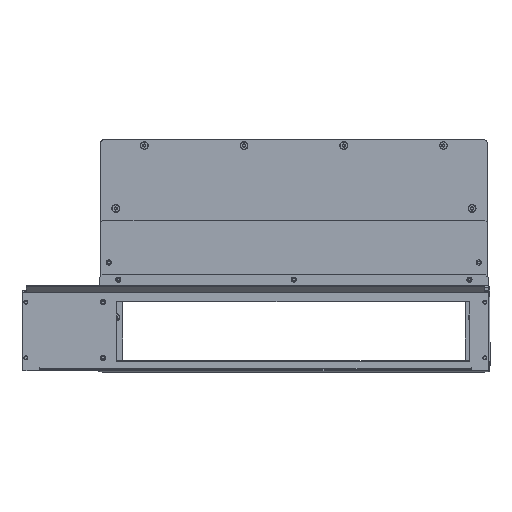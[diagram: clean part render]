
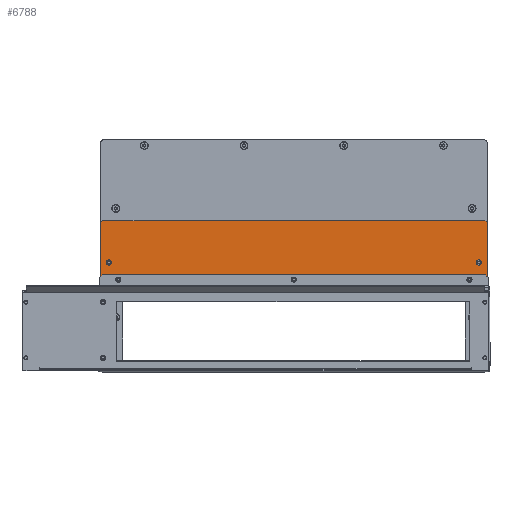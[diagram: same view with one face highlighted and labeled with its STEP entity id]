
A CAD part, top view. The second image highlights one B-rep face of the part: STEP entity #6788.
In plain terms, the highlighted planar face has unit normal (0, 0, 1).
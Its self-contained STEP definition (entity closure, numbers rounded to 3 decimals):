
#339 = DIRECTION ( 'NONE',  ( 0., -1., 0. ) ) ;
#623 = EDGE_LOOP ( 'NONE', ( #14936, #11515 ) ) ;
#770 = EDGE_CURVE ( 'NONE', #8668, #5706, #1337, .T. ) ;
#832 = VERTEX_POINT ( 'NONE', #7585 ) ;
#891 = CARTESIAN_POINT ( 'NONE',  ( -431., 9.5, 0. ) ) ;
#1161 = VERTEX_POINT ( 'NONE', #14055 ) ;
#1210 = CARTESIAN_POINT ( 'NONE',  ( 0., 0., 0. ) ) ;
#1235 = DIRECTION ( 'NONE',  ( 1., 0., 0. ) ) ;
#1337 = CIRCLE ( 'NONE', #13087, 3. ) ;
#1574 = VECTOR ( 'NONE', #14496, 1000. ) ;
#1683 = EDGE_CURVE ( 'NONE', #1161, #15527, #18094, .T. ) ;
#1757 = EDGE_LOOP ( 'NONE', ( #13880, #5751 ) ) ;
#1772 = CARTESIAN_POINT ( 'NONE',  ( 0., 0., 0. ) ) ;
#1968 = EDGE_LOOP ( 'NONE', ( #16823, #5976 ) ) ;
#2282 = DIRECTION ( 'NONE',  ( 0., 0., 1. ) ) ;
#2295 = ORIENTED_EDGE ( 'NONE', *, *, #6757, .T. ) ;
#2360 = ORIENTED_EDGE ( 'NONE', *, *, #5120, .T. ) ;
#2401 = DIRECTION ( 'NONE',  ( 1., 0., 0. ) ) ;
#2496 = DIRECTION ( 'NONE',  ( 0., 0., 1. ) ) ;
#2707 = VERTEX_POINT ( 'NONE', #9501 ) ;
#2744 = DIRECTION ( 'NONE',  ( 0., 0., 1. ) ) ;
#2961 = CARTESIAN_POINT ( 'NONE',  ( -18.41, 9.5, 0. ) ) ;
#3658 = CARTESIAN_POINT ( 'NONE',  ( -23.59, 9.5, 0. ) ) ;
#3880 = ORIENTED_EDGE ( 'NONE', *, *, #5130, .T. ) ;
#4068 = VECTOR ( 'NONE', #16586, 1000. ) ;
#4855 = CARTESIAN_POINT ( 'NONE',  ( -439., 29.5, 0. ) ) ;
#4859 = CIRCLE ( 'NONE', #11665, 2.59 ) ;
#5120 = EDGE_CURVE ( 'NONE', #12706, #5551, #14458, .T. ) ;
#5130 = EDGE_CURVE ( 'NONE', #5551, #8595, #12996, .T. ) ;
#5210 = CARTESIAN_POINT ( 'NONE',  ( 0., 0., 0. ) ) ;
#5487 = EDGE_CURVE ( 'NONE', #6856, #7103, #4859, .T. ) ;
#5493 = CARTESIAN_POINT ( 'NONE',  ( -431., 9.5, 0. ) ) ;
#5551 = VERTEX_POINT ( 'NONE', #10170 ) ;
#5706 = VERTEX_POINT ( 'NONE', #4855 ) ;
#5751 = ORIENTED_EDGE ( 'NONE', *, *, #15883, .F. ) ;
#5872 = AXIS2_PLACEMENT_3D ( 'NONE', #14098, #2282, #18756 ) ;
#5976 = ORIENTED_EDGE ( 'NONE', *, *, #18443, .F. ) ;
#6130 = DIRECTION ( 'NONE',  ( 1., 0., 0. ) ) ;
#6350 = CARTESIAN_POINT ( 'NONE',  ( -21., 9.5, 0. ) ) ;
#6468 = ORIENTED_EDGE ( 'NONE', *, *, #8090, .F. ) ;
#6505 = ORIENTED_EDGE ( 'NONE', *, *, #10670, .T. ) ;
#6757 = EDGE_CURVE ( 'NONE', #8595, #1161, #10477, .T. ) ;
#6788 = ADVANCED_FACE ( 'NONE', ( #12146, #18047, #9026, #9208, #10669, #16599 ), #18240, .T. ) ;
#6803 = ORIENTED_EDGE ( 'NONE', *, *, #17037, .F. ) ;
#6833 = EDGE_LOOP ( 'NONE', ( #6468, #6803 ) ) ;
#6856 = VERTEX_POINT ( 'NONE', #10759 ) ;
#6940 = DIRECTION ( 'NONE',  ( 0., 0., 1. ) ) ;
#7043 = EDGE_LOOP ( 'NONE', ( #2360, #3880, #2295, #16855, #8077, #6505 ) ) ;
#7103 = VERTEX_POINT ( 'NONE', #17917 ) ;
#7271 = DIRECTION ( 'NONE',  ( -0.707, -0.707, 0. ) ) ;
#7307 = DIRECTION ( 'NONE',  ( 0., 0., 1. ) ) ;
#7585 = CARTESIAN_POINT ( 'NONE',  ( -13., 29.5, 0. ) ) ;
#7671 = EDGE_CURVE ( 'NONE', #832, #2707, #11937, .T. ) ;
#7906 = CARTESIAN_POINT ( 'NONE',  ( -226., 9.5, 0. ) ) ;
#7995 = EDGE_CURVE ( 'NONE', #7103, #6856, #10397, .T. ) ;
#8016 = DIRECTION ( 'NONE',  ( 1., 0., 0. ) ) ;
#8025 = CARTESIAN_POINT ( 'NONE',  ( -10., 29.5, 0. ) ) ;
#8077 = ORIENTED_EDGE ( 'NONE', *, *, #11198, .T. ) ;
#8090 = EDGE_CURVE ( 'NONE', #15177, #13225, #9159, .T. ) ;
#8171 = VERTEX_POINT ( 'NONE', #11501 ) ;
#8403 = VERTEX_POINT ( 'NONE', #12998 ) ;
#8568 = DIRECTION ( 'NONE',  ( 0., 0., 1. ) ) ;
#8595 = VERTEX_POINT ( 'NONE', #17094 ) ;
#8630 = DIRECTION ( 'NONE',  ( 1., 0., 0. ) ) ;
#8668 = VERTEX_POINT ( 'NONE', #15939 ) ;
#8721 = CARTESIAN_POINT ( 'NONE',  ( 0., 78.5, 0. ) ) ;
#8928 = DIRECTION ( 'NONE',  ( 1., 0., 0. ) ) ;
#8950 = CIRCLE ( 'NONE', #11441, 2.59 ) ;
#9026 = FACE_BOUND ( 'NONE', #16753, .T. ) ;
#9119 = DIRECTION ( 'NONE',  ( 0., 0., 1. ) ) ;
#9159 = CIRCLE ( 'NONE', #10709, 2.59 ) ;
#9177 = AXIS2_PLACEMENT_3D ( 'NONE', #6350, #10913, #16934 ) ;
#9208 = FACE_BOUND ( 'NONE', #6833, .T. ) ;
#9373 = ORIENTED_EDGE ( 'NONE', *, *, #7995, .F. ) ;
#9501 = CARTESIAN_POINT ( 'NONE',  ( -7., 29.5, 0. ) ) ;
#10170 = CARTESIAN_POINT ( 'NONE',  ( -449., 78.5, 0. ) ) ;
#10226 = CIRCLE ( 'NONE', #11794, 3. ) ;
#10379 = CIRCLE ( 'NONE', #17830, 2.59 ) ;
#10397 = CIRCLE ( 'NONE', #11334, 2.59 ) ;
#10461 = CARTESIAN_POINT ( 'NONE',  ( -228.59, 9.5, 0. ) ) ;
#10477 = LINE ( 'NONE', #13596, #17022 ) ;
#10524 = EDGE_CURVE ( 'NONE', #17624, #8403, #8950, .T. ) ;
#10669 = FACE_BOUND ( 'NONE', #1757, .T. ) ;
#10670 = EDGE_CURVE ( 'NONE', #8171, #12706, #11483, .T. ) ;
#10709 = AXIS2_PLACEMENT_3D ( 'NONE', #17025, #2496, #2401 ) ;
#10759 = CARTESIAN_POINT ( 'NONE',  ( -433.59, 9.5, 0. ) ) ;
#10818 = DIRECTION ( 'NONE',  ( 0., 0., 1. ) ) ;
#10913 = DIRECTION ( 'NONE',  ( 0., 0., 1. ) ) ;
#11114 = DIRECTION ( 'NONE',  ( 1., 0., 0. ) ) ;
#11198 = EDGE_CURVE ( 'NONE', #15527, #8171, #17754, .T. ) ;
#11282 = EDGE_CURVE ( 'NONE', #2707, #832, #10226, .T. ) ;
#11334 = AXIS2_PLACEMENT_3D ( 'NONE', #5493, #6940, #17116 ) ;
#11441 = AXIS2_PLACEMENT_3D ( 'NONE', #7906, #10818, #17750 ) ;
#11483 = LINE ( 'NONE', #16040, #1574 ) ;
#11501 = CARTESIAN_POINT ( 'NONE',  ( 0., 75.5, 0. ) ) ;
#11515 = ORIENTED_EDGE ( 'NONE', *, *, #11282, .F. ) ;
#11665 = AXIS2_PLACEMENT_3D ( 'NONE', #891, #15421, #8016 ) ;
#11794 = AXIS2_PLACEMENT_3D ( 'NONE', #8025, #12608, #15616 ) ;
#11937 = CIRCLE ( 'NONE', #13785, 3. ) ;
#12146 = FACE_BOUND ( 'NONE', #623, .T. ) ;
#12271 = VECTOR ( 'NONE', #17649, 1000. ) ;
#12608 = DIRECTION ( 'NONE',  ( 0., 0., 1. ) ) ;
#12706 = VERTEX_POINT ( 'NONE', #15975 ) ;
#12996 = LINE ( 'NONE', #14648, #14482 ) ;
#12998 = CARTESIAN_POINT ( 'NONE',  ( -223.41, 9.5, 0. ) ) ;
#13087 = AXIS2_PLACEMENT_3D ( 'NONE', #13233, #7307, #6130 ) ;
#13225 = VERTEX_POINT ( 'NONE', #2961 ) ;
#13233 = CARTESIAN_POINT ( 'NONE',  ( -442., 29.5, 0. ) ) ;
#13293 = CIRCLE ( 'NONE', #5872, 3. ) ;
#13596 = CARTESIAN_POINT ( 'NONE',  ( -452., 0., 0. ) ) ;
#13785 = AXIS2_PLACEMENT_3D ( 'NONE', #16330, #8568, #1235 ) ;
#13880 = ORIENTED_EDGE ( 'NONE', *, *, #10524, .F. ) ;
#14000 = VECTOR ( 'NONE', #11114, 1000. ) ;
#14055 = CARTESIAN_POINT ( 'NONE',  ( -452., 0., 0. ) ) ;
#14098 = CARTESIAN_POINT ( 'NONE',  ( -442., 29.5, 0. ) ) ;
#14458 = LINE ( 'NONE', #8721, #12271 ) ;
#14480 = ORIENTED_EDGE ( 'NONE', *, *, #5487, .F. ) ;
#14482 = VECTOR ( 'NONE', #7271, 1000. ) ;
#14496 = DIRECTION ( 'NONE',  ( -0.707, 0.707, 0. ) ) ;
#14648 = CARTESIAN_POINT ( 'NONE',  ( -263.75, 263.75, 0. ) ) ;
#14936 = ORIENTED_EDGE ( 'NONE', *, *, #7671, .F. ) ;
#15177 = VERTEX_POINT ( 'NONE', #3658 ) ;
#15421 = DIRECTION ( 'NONE',  ( 0., 0., 1. ) ) ;
#15527 = VERTEX_POINT ( 'NONE', #1210 ) ;
#15616 = DIRECTION ( 'NONE',  ( 1., 0., 0. ) ) ;
#15883 = EDGE_CURVE ( 'NONE', #8403, #17624, #10379, .T. ) ;
#15939 = CARTESIAN_POINT ( 'NONE',  ( -445., 29.5, 0. ) ) ;
#15975 = CARTESIAN_POINT ( 'NONE',  ( -3., 78.5, 0. ) ) ;
#16015 = CARTESIAN_POINT ( 'NONE',  ( -226., 9.5, 0. ) ) ;
#16040 = CARTESIAN_POINT ( 'NONE',  ( 37.75, 37.75, 0. ) ) ;
#16330 = CARTESIAN_POINT ( 'NONE',  ( -10., 29.5, 0. ) ) ;
#16413 = CARTESIAN_POINT ( 'NONE',  ( 0., 0., 0. ) ) ;
#16586 = DIRECTION ( 'NONE',  ( 0., 1., 0. ) ) ;
#16599 = FACE_OUTER_BOUND ( 'NONE', #7043, .T. ) ;
#16753 = EDGE_LOOP ( 'NONE', ( #14480, #9373 ) ) ;
#16823 = ORIENTED_EDGE ( 'NONE', *, *, #770, .F. ) ;
#16855 = ORIENTED_EDGE ( 'NONE', *, *, #1683, .T. ) ;
#16934 = DIRECTION ( 'NONE',  ( 1., 0., 0. ) ) ;
#17022 = VECTOR ( 'NONE', #339, 1000. ) ;
#17025 = CARTESIAN_POINT ( 'NONE',  ( -21., 9.5, 0. ) ) ;
#17036 = AXIS2_PLACEMENT_3D ( 'NONE', #16413, #9119, #8928 ) ;
#17037 = EDGE_CURVE ( 'NONE', #13225, #15177, #18502, .T. ) ;
#17094 = CARTESIAN_POINT ( 'NONE',  ( -452., 75.5, 0. ) ) ;
#17116 = DIRECTION ( 'NONE',  ( 1., 0., 0. ) ) ;
#17624 = VERTEX_POINT ( 'NONE', #10461 ) ;
#17649 = DIRECTION ( 'NONE',  ( -1., 0., 0. ) ) ;
#17750 = DIRECTION ( 'NONE',  ( 1., 0., 0. ) ) ;
#17754 = LINE ( 'NONE', #1772, #4068 ) ;
#17830 = AXIS2_PLACEMENT_3D ( 'NONE', #16015, #2744, #8630 ) ;
#17917 = CARTESIAN_POINT ( 'NONE',  ( -428.41, 9.5, 0. ) ) ;
#18047 = FACE_BOUND ( 'NONE', #1968, .T. ) ;
#18094 = LINE ( 'NONE', #5210, #14000 ) ;
#18240 = PLANE ( 'NONE',  #17036 ) ;
#18443 = EDGE_CURVE ( 'NONE', #5706, #8668, #13293, .T. ) ;
#18502 = CIRCLE ( 'NONE', #9177, 2.59 ) ;
#18756 = DIRECTION ( 'NONE',  ( 1., 0., 0. ) ) ;
